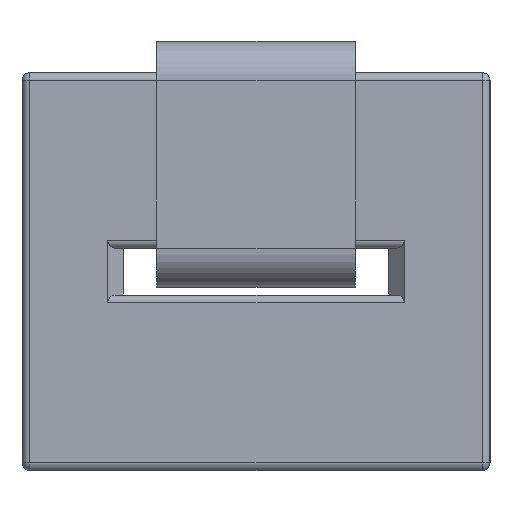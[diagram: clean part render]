
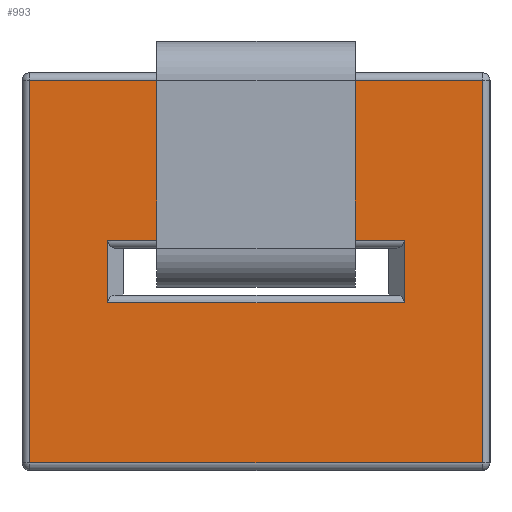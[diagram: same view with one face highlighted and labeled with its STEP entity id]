
A CAD part, left-side view. The second image highlights one B-rep face of the part: STEP entity #993.
In plain terms, the highlighted planar face has unit normal (-1, 0, 0).
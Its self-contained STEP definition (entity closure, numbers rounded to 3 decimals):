
#121=ORIENTED_EDGE('',*,*,#415,.T.);
#122=ORIENTED_EDGE('',*,*,#416,.T.);
#123=ORIENTED_EDGE('',*,*,#417,.T.);
#124=ORIENTED_EDGE('',*,*,#418,.T.);
#125=ORIENTED_EDGE('',*,*,#419,.T.);
#126=ORIENTED_EDGE('',*,*,#420,.T.);
#127=ORIENTED_EDGE('',*,*,#421,.T.);
#128=ORIENTED_EDGE('',*,*,#422,.T.);
#415=EDGE_CURVE('',#562,#563,#652,.T.);
#416=EDGE_CURVE('',#563,#564,#653,.F.);
#417=EDGE_CURVE('',#564,#565,#654,.F.);
#418=EDGE_CURVE('',#565,#562,#655,.T.);
#419=EDGE_CURVE('',#566,#567,#656,.T.);
#420=EDGE_CURVE('',#567,#568,#657,.T.);
#421=EDGE_CURVE('',#568,#569,#658,.T.);
#422=EDGE_CURVE('',#569,#566,#659,.T.);
#562=VERTEX_POINT('',#1538);
#563=VERTEX_POINT('',#1539);
#564=VERTEX_POINT('',#1541);
#565=VERTEX_POINT('',#1543);
#566=VERTEX_POINT('',#1546);
#567=VERTEX_POINT('',#1547);
#568=VERTEX_POINT('',#1549);
#569=VERTEX_POINT('',#1551);
#652=LINE('',#1537,#749);
#653=LINE('',#1540,#750);
#654=LINE('',#1542,#751);
#655=LINE('',#1544,#752);
#656=LINE('',#1545,#753);
#657=LINE('',#1548,#754);
#658=LINE('',#1550,#755);
#659=LINE('',#1552,#756);
#749=VECTOR('',#1207,1000.);
#750=VECTOR('',#1208,1000.);
#751=VECTOR('',#1209,1000.);
#752=VECTOR('',#1210,1000.);
#753=VECTOR('',#1211,1000.);
#754=VECTOR('',#1212,1000.);
#755=VECTOR('',#1213,1000.);
#756=VECTOR('',#1214,1000.);
#840=EDGE_LOOP('',(#121,#122,#123,#124));
#841=EDGE_LOOP('',(#125,#126,#127,#128));
#903=FACE_BOUND('',#840,.T.);
#904=FACE_BOUND('',#841,.T.);
#965=PLANE('',#1081);
#993=ADVANCED_FACE('',(#903,#904),#965,.F.);
#1081=AXIS2_PLACEMENT_3D('',#1536,#1205,#1206);
#1205=DIRECTION('',(1.,0.,0.));
#1206=DIRECTION('',(0.,0.,-1.));
#1207=DIRECTION('',(0.,-1.,0.));
#1208=DIRECTION('',(0.,0.,-1.));
#1209=DIRECTION('',(0.,-1.,0.));
#1210=DIRECTION('',(0.,0.,-1.));
#1211=DIRECTION('',(0.,1.,0.));
#1212=DIRECTION('',(0.,0.,1.));
#1213=DIRECTION('',(0.,-1.,0.));
#1214=DIRECTION('',(0.,0.,-1.));
#1536=CARTESIAN_POINT('',(-4.25,1.5,1.275));
#1537=CARTESIAN_POINT('',(-4.25,1.5,-1.225));
#1538=CARTESIAN_POINT('',(-4.25,1.45,-1.225));
#1539=CARTESIAN_POINT('',(-4.25,-1.45,-1.225));
#1540=CARTESIAN_POINT('',(-4.25,-1.45,1.275));
#1541=CARTESIAN_POINT('',(-4.25,-1.45,1.225));
#1542=CARTESIAN_POINT('',(-4.25,1.5,1.225));
#1543=CARTESIAN_POINT('',(-4.25,1.45,1.225));
#1544=CARTESIAN_POINT('',(-4.25,1.45,1.275));
#1545=CARTESIAN_POINT('',(-4.25,0.95,-0.2));
#1546=CARTESIAN_POINT('',(-4.25,-0.95,-0.2));
#1547=CARTESIAN_POINT('',(-4.25,0.95,-0.2));
#1548=CARTESIAN_POINT('',(-4.25,0.95,0.15));
#1549=CARTESIAN_POINT('',(-4.25,0.95,0.2));
#1550=CARTESIAN_POINT('',(-4.25,-0.95,0.2));
#1551=CARTESIAN_POINT('',(-4.25,-0.95,0.2));
#1552=CARTESIAN_POINT('',(-4.25,-0.95,-0.15));
